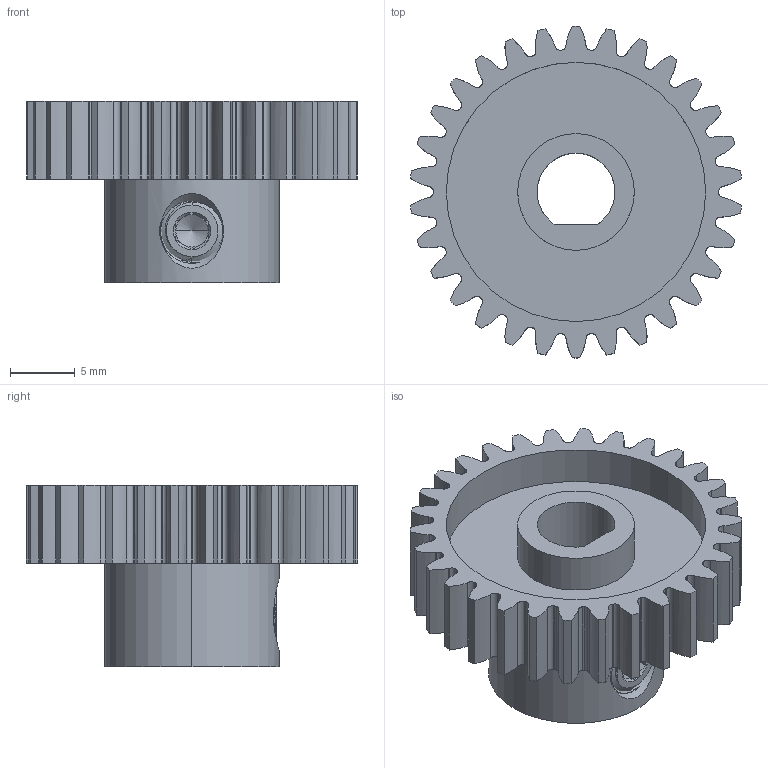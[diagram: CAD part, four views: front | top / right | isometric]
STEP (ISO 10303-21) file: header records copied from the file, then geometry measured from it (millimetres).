
FILE_DESCRIPTION (( 'STEP AP203' ), '1' );
FILE_NAME ('2303-1006-0030 assembly.STEP', '2020-02-17T22:43:54', ( '' ), ( '' ), 'SwSTEP 2.0', 'SolidWorks 2016', '' );
FILE_SCHEMA (( 'CONFIG_CONTROL_DESIGN' ));
Length unit declared in the file: millimetre
Products named in the file (3): 2806-0005-0004_91390A117; 2303-1006-0030; 2303-1006-0030 assembly
Assembly tree (2 placements, depth 2):
  2303-1006-0030 assembly
    2303-1006-0030
    2806-0005-0004_91390A117
Bounding box: 25.51 x 25.6 x 14 mm (x, y, z)
Volume: 2680.8 mm3; surface area: 2776.3 mm2
Topology: 2 solids, 2 shells, 330 faces, 949 edges, 623 vertices
Faces by surface type: bspline 128, cylinder 104, plane 80, cone 18
Entity records: 18110 total; most frequent: CARTESIAN_POINT 10172, ORIENTED_EDGE 1890, DIRECTION 1174, EDGE_CURVE 945, VERTEX_POINT 623, LINE 432, VECTOR 432, AXIS2_PLACEMENT_3D 371
